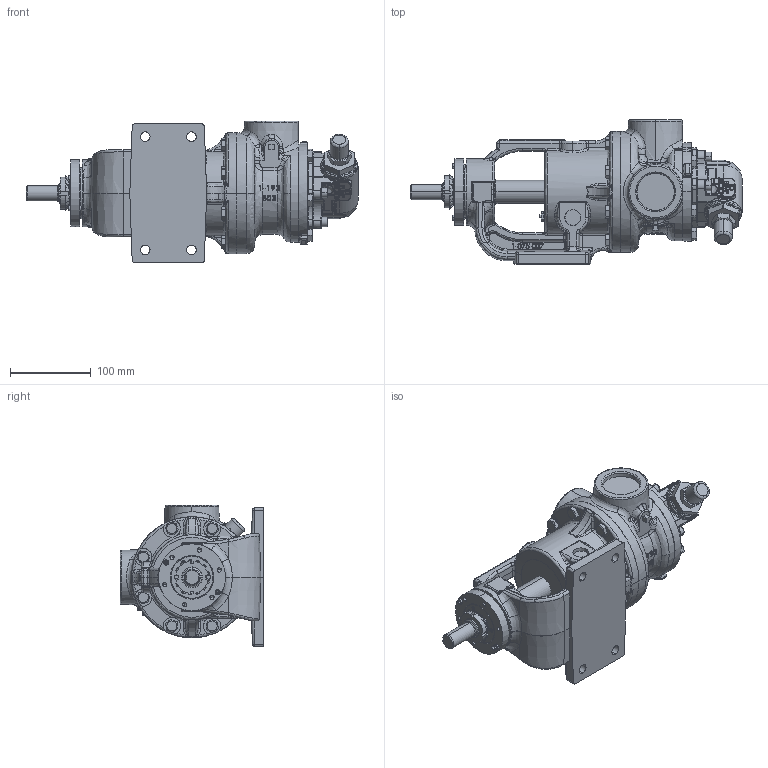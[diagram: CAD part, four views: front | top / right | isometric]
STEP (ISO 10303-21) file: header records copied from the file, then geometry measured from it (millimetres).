
FILE_DESCRIPTION (( 'STEP AP214' ), '1' );
FILE_NAME ('H724.STEP', '2016-08-24T21:51:36', ( '' ), ( '' ), 'SwSTEP 2.0', 'SolidWorks 2015', '' );
FILE_SCHEMA (( 'AUTOMOTIVE_DESIGN' ));
Length unit declared in the file: inch
Products named in the file (1): H724
Bounding box: 409.99 x 177.8 x 174.62 mm (x, y, z)
Volume: 3288273.6 mm3; surface area: 247935.5 mm2
Topology: 1 solids, 1 shells, 2620 faces, 6602 edges, 4039 vertices
Faces by surface type: plane 950, bspline 881, cylinder 483, cone 306
Entity records: 163679 total; most frequent: CARTESIAN_POINT 74117, ORIENTED_EDGE 13050, DIRECTION 9285, EDGE_CURVE 6525, VERTEX_POINT 4039, AXIS2_PLACEMENT_3D 3276, EDGE_LOOP 2764, LINE 2733
